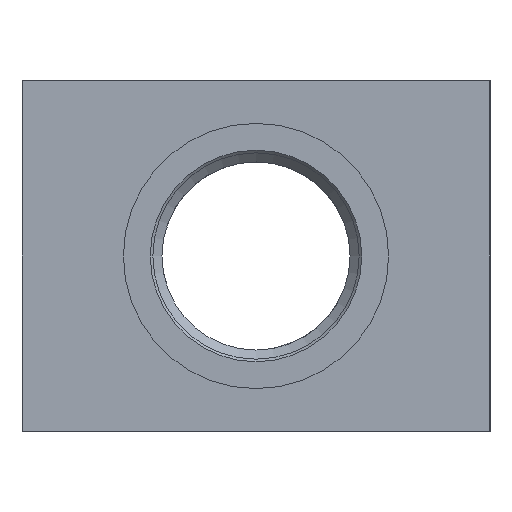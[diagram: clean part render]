
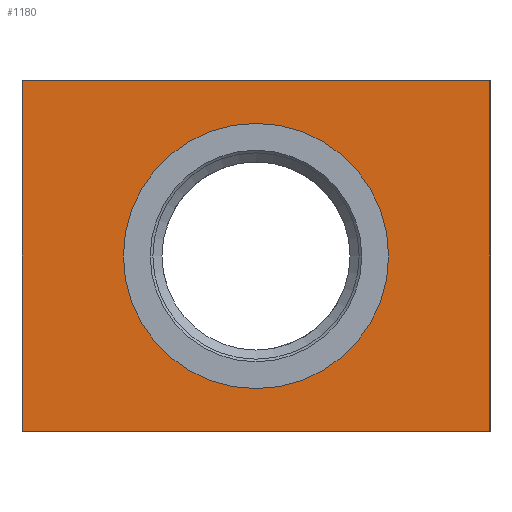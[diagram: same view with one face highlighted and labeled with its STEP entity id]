
A CAD part, left-side view. The second image highlights one B-rep face of the part: STEP entity #1180.
In plain terms, the highlighted planar face has unit normal (-1, 0, 0).
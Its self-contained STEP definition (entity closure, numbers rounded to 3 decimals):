
#1180=ADVANCED_FACE('', (#1190,#1200), #1210, .T.);
#7440=AXIS2_PLACEMENT_3D('Ax2Pl3d', #7450, #7460, #7470);
#7480=AXIS2_PLACEMENT_3D('Ax2Pl3d', #7490, #7500, #7510);
#7450=CARTESIAN_POINT('HicPkt', (16.405,65.373,
99.682));
#106480=CARTESIAN_POINT('', (16.405,48.373,99.682));
#7490=CARTESIAN_POINT('HicPkt', (16.405,95.373,
77.182));
#106490=CARTESIAN_POINT('', (16.405,95.373,122.182));
#106500=CARTESIAN_POINT('', (16.405,35.373,122.182));
#106510=CARTESIAN_POINT('', (16.405,95.373,122.182))
;
#106520=CARTESIAN_POINT('', (16.405,95.373,77.182));
#106530=CARTESIAN_POINT('', (16.405,95.373,77.182));
#106540=CARTESIAN_POINT('', (16.405,35.373,77.182));
#106550=CARTESIAN_POINT('', (16.405,35.373,77.182))
;
#106560=CARTESIAN_POINT('', (16.405,35.373,122.182));
#108040=CIRCLE('Circle', #7440, 17.);
#7460=DIRECTION('Axis', (-1.,0.,0.))
;
#7470=DIRECTION('RefDirection', (0.,
0.,-1.));
#7500=DIRECTION('Axis', (-1.,0.,0.))
;
#7510=DIRECTION('RefDirection', (0.,
0.,-1.));
#114180=DIRECTION('', (0.,1.,0.));
#114190=DIRECTION('', (0.,0.,-1.));
#114200=DIRECTION('', (0.,-1.,0.));
#114210=DIRECTION('', (0.,0.,1.));
#116040=EDGE_CURVE('', #116050, #116050, #108040, .T.);
#116060=EDGE_CURVE('', #116070, #116080, #116090, .T.);
#116100=EDGE_CURVE('', #116080, #116110, #116120, .T.);
#116130=EDGE_CURVE('', #116110, #116140, #116150, .T.);
#116160=EDGE_CURVE('', #116140, #116070, #116170, .T.);
#120160=EDGE_LOOP('Edge_loop', (#120170,#120180,#120190,#120200));
#120210=EDGE_LOOP('Edge_loop', (#120220));
#1200=FACE_BOUND('', #120210, .T.);
#1190=FACE_OUTER_BOUND('Face_outer_bound', #120160, .T.);
#116090=LINE('Line', #106490, #126240);
#116120=LINE('Line', #106520, #126250);
#116150=LINE('Line', #106540, #126260);
#116170=LINE('Line', #106560, #126270);
#120170=ORIENTED_EDGE('', *, *, #116060, .T.);
#120180=ORIENTED_EDGE('', *, *, #116100, .T.);
#120190=ORIENTED_EDGE('', *, *, #116130, .T.);
#120200=ORIENTED_EDGE('', *, *, #116160, .T.);
#120220=ORIENTED_EDGE('', *, *, #116040, .F.);
#1210=PLANE('Plane', #7480);
#126240=VECTOR('', #114180, 60.);
#126250=VECTOR('', #114190, 45.);
#126260=VECTOR('', #114200, 60.);
#126270=VECTOR('', #114210, 45.);
#116050=VERTEX_POINT('', #106480);
#116070=VERTEX_POINT('', #106500);
#116080=VERTEX_POINT('', #106510);
#116110=VERTEX_POINT('', #106530);
#116140=VERTEX_POINT('', #106550);
